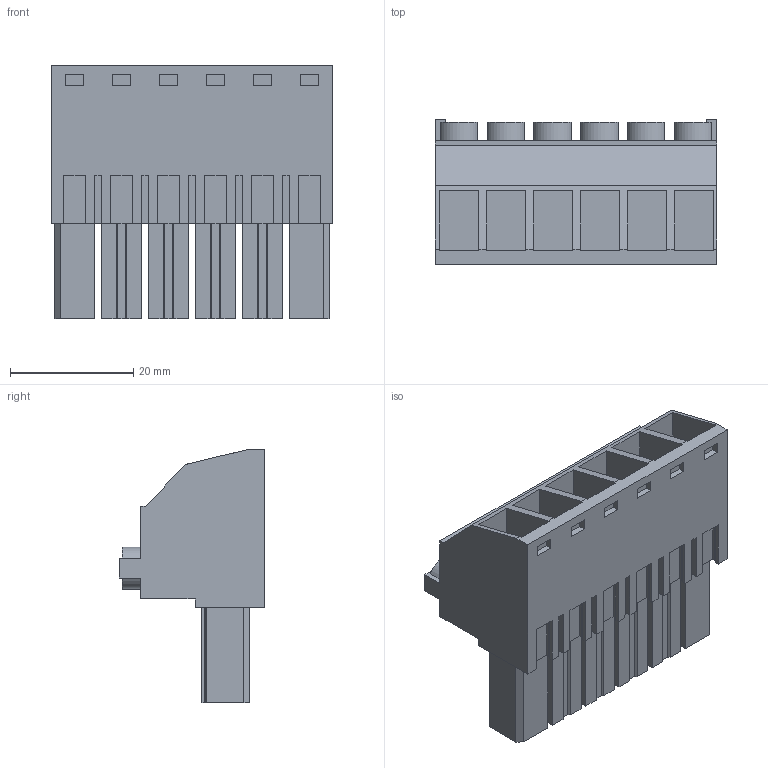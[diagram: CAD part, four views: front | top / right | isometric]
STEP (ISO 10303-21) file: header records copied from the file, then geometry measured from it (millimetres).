
FILE_DESCRIPTION(('CATIA V5 STEP Exchange','CAx-IF Rec.Pracs.--- Model Styling and Organization---1.2---2011-12-15'),'2;1');
FILE_NAME ('D1459338_0_1929970000_1929970000.stp','2017-04-13T06:56:36+00:00',('none'),('Weidmueller'),'CATIA Version 5-6 Release 2014','CATIA V5 STEP AP214','none');
FILE_SCHEMA(('AUTOMOTIVE_DESIGN { 1 0 10303 214 1 1 1 1 }'));
Length unit declared in the file: millimetre
Products named in the file (1): 1929970000
Bounding box: 45.72 x 23.6 x 41.15 mm (x, y, z)
Volume: 20605.9 mm3; surface area: 11865 mm2
Topology: 7 solids, 7 shells, 506 faces, 1407 edges, 948 vertices
Faces by surface type: plane 464, cylinder 36, extrusion 6
Entity records: 14985 total; most frequent: ORIENTED_EDGE 2814, CARTESIAN_POINT 2741, DIRECTION 2015, EDGE_CURVE 1407, VECTOR 1301, LINE 1295, VERTEX_POINT 948, EDGE_LOOP 539
